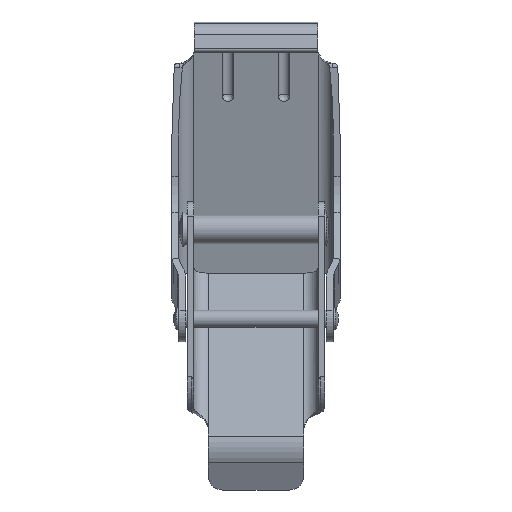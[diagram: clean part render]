
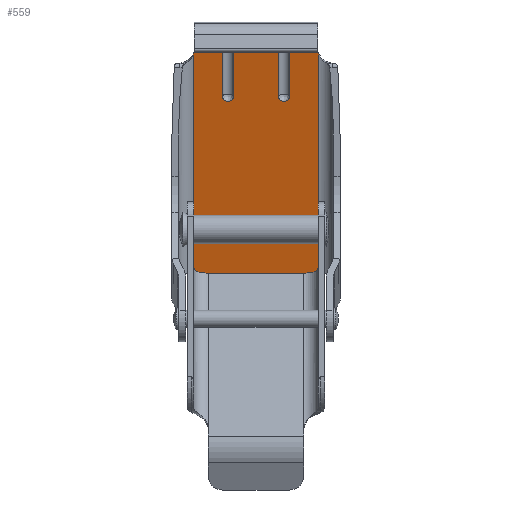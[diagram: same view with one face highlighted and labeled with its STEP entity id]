
A CAD part, top view. The second image highlights one B-rep face of the part: STEP entity #559.
In plain terms, the highlighted planar face has unit normal (0, -0.268, 0.963).
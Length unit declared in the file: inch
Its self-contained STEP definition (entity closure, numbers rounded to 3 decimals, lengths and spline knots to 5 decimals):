
#2 = VERTEX_POINT ( 'NONE', #1589 ) ;
#3 = DIRECTION ( 'NONE',  ( 0., -0.963, -0.268 ) ) ;
#24 = LINE ( 'NONE', #2561, #4649 ) ;
#53 = LINE ( 'NONE', #2520, #2695 ) ;
#98 = EDGE_CURVE ( 'NONE', #140, #2245, #2782, .T. ) ;
#105 = VERTEX_POINT ( 'NONE', #3480 ) ;
#116 = DIRECTION ( 'NONE',  ( 0., -0.268, 0.963 ) ) ;
#119 = EDGE_LOOP ( 'NONE', ( #1664, #443, #1725, #1856, #547, #4213, #198, #2030 ) ) ;
#121 = VERTEX_POINT ( 'NONE', #3168 ) ;
#140 = VERTEX_POINT ( 'NONE', #4185 ) ;
#160 = CIRCLE ( 'NONE', #4054, 0.03937 ) ;
#174 = AXIS2_PLACEMENT_3D ( 'NONE', #628, #889, #1582 ) ;
#184 = VECTOR ( 'NONE', #3, 39.37008 ) ;
#198 = ORIENTED_EDGE ( 'NONE', *, *, #2129, .F. ) ;
#206 = EDGE_CURVE ( 'NONE', #893, #1646, #1363, .T. ) ;
#231 = CARTESIAN_POINT ( 'NONE',  ( -0.43307, 0.18268, -0.73535 ) ) ;
#256 = CARTESIAN_POINT ( 'NONE',  ( 0.43307, 1.90002, -0.25684 ) ) ;
#298 = ORIENTED_EDGE ( 'NONE', *, *, #3829, .F. ) ;
#317 = LINE ( 'NONE', #346, #4298 ) ;
#320 = VECTOR ( 'NONE', #3345, 39.37008 ) ;
#346 = CARTESIAN_POINT ( 'NONE',  ( 0.43307, 0.18268, -0.73535 ) ) ;
#358 = LINE ( 'NONE', #1430, #943 ) ;
#407 = EDGE_CURVE ( 'NONE', #140, #893, #1297, .T. ) ;
#437 = CARTESIAN_POINT ( 'NONE',  ( 0.44134, 0.18268, -0.73535 ) ) ;
#443 = ORIENTED_EDGE ( 'NONE', *, *, #3447, .F. ) ;
#447 = VERTEX_POINT ( 'NONE', #3195 ) ;
#452 = VERTEX_POINT ( 'NONE', #4136 ) ;
#535 = EDGE_CURVE ( 'NONE', #2, #4559, #24, .T. ) ;
#547 = ORIENTED_EDGE ( 'NONE', *, *, #98, .T. ) ;
#559 = ADVANCED_FACE ( 'NONE', ( #2203, #3605, #1397 ), #4693, .F. ) ;
#562 = DIRECTION ( 'NONE',  ( 0., 0.963, 0.268 ) ) ;
#628 = CARTESIAN_POINT ( 'NONE',  ( 0.19685, 1.57485, -0.34744 ) ) ;
#650 = DIRECTION ( 'NONE',  ( 0., -0.963, -0.268 ) ) ;
#675 = EDGE_CURVE ( 'NONE', #4500, #2, #3675, .T. ) ;
#736 = DIRECTION ( 'NONE',  ( 0., 0.963, 0.268 ) ) ;
#762 = AXIS2_PLACEMENT_3D ( 'NONE', #1424, #2877, #3264 ) ;
#788 = EDGE_CURVE ( 'NONE', #3798, #2691, #160, .T. ) ;
#889 = DIRECTION ( 'NONE',  ( 0., -0.268, 0.963 ) ) ;
#893 = VERTEX_POINT ( 'NONE', #4687 ) ;
#895 = CARTESIAN_POINT ( 'NONE',  ( -0.44134, 1.86157, -0.26755 ) ) ;
#932 = CARTESIAN_POINT ( 'NONE',  ( 0.43307, 2.00944, -0.22635 ) ) ;
#943 = VECTOR ( 'NONE', #736, 39.37008 ) ;
#962 = ORIENTED_EDGE ( 'NONE', *, *, #788, .F. ) ;
#969 = DIRECTION ( 'NONE',  ( 0., 0.963, 0.268 ) ) ;
#1024 = VECTOR ( 'NONE', #1945, 39.37008 ) ;
#1114 = CARTESIAN_POINT ( 'NONE',  ( -0.15748, 1.87825, -0.26291 ) ) ;
#1122 = ORIENTED_EDGE ( 'NONE', *, *, #3625, .F. ) ;
#1188 = LINE ( 'NONE', #2992, #1024 ) ;
#1223 = ORIENTED_EDGE ( 'NONE', *, *, #3815, .F. ) ;
#1256 = ORIENTED_EDGE ( 'NONE', *, *, #2185, .F. ) ;
#1297 = LINE ( 'NONE', #231, #1604 ) ;
#1328 = CARTESIAN_POINT ( 'NONE',  ( 0.23622, 1.57485, -0.34744 ) ) ;
#1363 = LINE ( 'NONE', #1774, #2133 ) ;
#1397 = FACE_BOUND ( 'NONE', #2776, .T. ) ;
#1411 = LINE ( 'NONE', #3321, #2078 ) ;
#1424 = CARTESIAN_POINT ( 'NONE',  ( 0.59134, 0.18268, -0.73535 ) ) ;
#1430 = CARTESIAN_POINT ( 'NONE',  ( -0.15748, 0.18268, -0.73535 ) ) ;
#1517 = DIRECTION ( 'NONE',  ( 0., 0.963, 0.268 ) ) ;
#1582 = DIRECTION ( 'NONE',  ( 0., 0.963, 0.268 ) ) ;
#1589 = CARTESIAN_POINT ( 'NONE',  ( -0.23622, 1.87825, -0.26291 ) ) ;
#1604 = VECTOR ( 'NONE', #969, 39.37008 ) ;
#1646 = VERTEX_POINT ( 'NONE', #932 ) ;
#1664 = ORIENTED_EDGE ( 'NONE', *, *, #3151, .T. ) ;
#1703 = CARTESIAN_POINT ( 'NONE',  ( -0.43307, 1.90002, -0.25684 ) ) ;
#1716 = ORIENTED_EDGE ( 'NONE', *, *, #675, .F. ) ;
#1725 = ORIENTED_EDGE ( 'NONE', *, *, #206, .F. ) ;
#1767 = CARTESIAN_POINT ( 'NONE',  ( -0.19685, 1.57485, -0.34744 ) ) ;
#1774 = CARTESIAN_POINT ( 'NONE',  ( 0.59134, 2.00944, -0.22635 ) ) ;
#1856 = ORIENTED_EDGE ( 'NONE', *, *, #407, .F. ) ;
#1945 = DIRECTION ( 'NONE',  ( 0., 0.963, 0.268 ) ) ;
#1989 = VERTEX_POINT ( 'NONE', #256 ) ;
#2030 = ORIENTED_EDGE ( 'NONE', *, *, #3912, .F. ) ;
#2078 = VECTOR ( 'NONE', #3660, 39.37008 ) ;
#2129 = EDGE_CURVE ( 'NONE', #121, #447, #3302, .T. ) ;
#2133 = VECTOR ( 'NONE', #3235, 39.37008 ) ;
#2185 = EDGE_CURVE ( 'NONE', #452, #2765, #2600, .T. ) ;
#2203 = FACE_OUTER_BOUND ( 'NONE', #119, .T. ) ;
#2245 = VERTEX_POINT ( 'NONE', #2266 ) ;
#2266 = CARTESIAN_POINT ( 'NONE',  ( -0.44134, 1.86157, -0.26755 ) ) ;
#2350 = CARTESIAN_POINT ( 'NONE',  ( -0.43587, 1.87375, -0.26416 ) ) ;
#2449 = CARTESIAN_POINT ( 'NONE',  ( 0.23622, 1.87825, -0.26291 ) ) ;
#2454 = DIRECTION ( 'NONE',  ( 0., 0.963, 0.268 ) ) ;
#2479 = EDGE_CURVE ( 'NONE', #447, #2245, #1411, .T. ) ;
#2483 = ORIENTED_EDGE ( 'NONE', *, *, #535, .F. ) ;
#2520 = CARTESIAN_POINT ( 'NONE',  ( 0.15748, 0.18268, -0.73535 ) ) ;
#2561 = CARTESIAN_POINT ( 'NONE',  ( -0.23622, 0.18268, -0.73535 ) ) ;
#2600 = CIRCLE ( 'NONE', #174, 0.03937 ) ;
#2691 = VERTEX_POINT ( 'NONE', #3511 ) ;
#2695 = VECTOR ( 'NONE', #4017, 39.37008 ) ;
#2752 = CARTESIAN_POINT ( 'NONE',  ( 0.19685, 1.87825, -0.26291 ) ) ;
#2765 = VERTEX_POINT ( 'NONE', #1328 ) ;
#2776 = EDGE_LOOP ( 'NONE', ( #1223, #962, #1122, #1256 ) ) ;
#2782 =( BOUNDED_CURVE ( )  B_SPLINE_CURVE ( 3, ( #1703, #3141, #2350, #895 ),
 .UNSPECIFIED., .F., .T. ) 
 B_SPLINE_CURVE_WITH_KNOTS ( ( 4, 4 ),
 ( 1.5708, 1.98029 ),
 .UNSPECIFIED. ) 
 CURVE ( )  GEOMETRIC_REPRESENTATION_ITEM ( )  RATIONAL_B_SPLINE_CURVE ( ( 1., 0.986, 0.986, 1. ) ) 
 REPRESENTATION_ITEM ( '' )  );
#2877 = DIRECTION ( 'NONE',  ( 0., 0.268, -0.963 ) ) ;
#2961 =( BOUNDED_CURVE ( )  B_SPLINE_CURVE ( 3, ( #3982, #3192, #4026, #3671 ),
 .UNSPECIFIED., .F., .T. ) 
 B_SPLINE_CURVE_WITH_KNOTS ( ( 4, 4 ),
 ( 1.1613, 1.5708 ),
 .UNSPECIFIED. ) 
 CURVE ( )  GEOMETRIC_REPRESENTATION_ITEM ( )  RATIONAL_B_SPLINE_CURVE ( ( 1., 0.986, 0.986, 1. ) ) 
 REPRESENTATION_ITEM ( '' )  );
#2992 = CARTESIAN_POINT ( 'NONE',  ( 0.23622, 0.18268, -0.73535 ) ) ;
#3012 = CIRCLE ( 'NONE', #3703, 0.03937 ) ;
#3040 = CARTESIAN_POINT ( 'NONE',  ( -0.23622, 1.57485, -0.34744 ) ) ;
#3077 = DIRECTION ( 'NONE',  ( 0., -0.268, 0.963 ) ) ;
#3141 = CARTESIAN_POINT ( 'NONE',  ( -0.43307, 1.88675, -0.26054 ) ) ;
#3151 = EDGE_CURVE ( 'NONE', #4354, #1989, #2961, .T. ) ;
#3168 = CARTESIAN_POINT ( 'NONE',  ( 0.44134, 0.33226, -0.69368 ) ) ;
#3192 = CARTESIAN_POINT ( 'NONE',  ( 0.43587, 1.87375, -0.26416 ) ) ;
#3195 = CARTESIAN_POINT ( 'NONE',  ( -0.44134, 0.33226, -0.69368 ) ) ;
#3235 = DIRECTION ( 'NONE',  ( 1., 0., 0. ) ) ;
#3264 = DIRECTION ( 'NONE',  ( 0., 0.963, 0.268 ) ) ;
#3302 = LINE ( 'NONE', #3643, #320 ) ;
#3321 = CARTESIAN_POINT ( 'NONE',  ( -0.44134, 0.18268, -0.73535 ) ) ;
#3345 = DIRECTION ( 'NONE',  ( -1., 0., 0. ) ) ;
#3382 = CARTESIAN_POINT ( 'NONE',  ( 0.44134, 1.86157, -0.26755 ) ) ;
#3447 = EDGE_CURVE ( 'NONE', #1646, #1989, #317, .T. ) ;
#3480 = CARTESIAN_POINT ( 'NONE',  ( -0.15748, 1.57485, -0.34744 ) ) ;
#3511 = CARTESIAN_POINT ( 'NONE',  ( 0.15748, 1.87825, -0.26291 ) ) ;
#3605 = FACE_BOUND ( 'NONE', #4575, .T. ) ;
#3625 = EDGE_CURVE ( 'NONE', #2765, #3798, #1188, .T. ) ;
#3643 = CARTESIAN_POINT ( 'NONE',  ( 0.59134, 0.33226, -0.69368 ) ) ;
#3660 = DIRECTION ( 'NONE',  ( 0., 0.963, 0.268 ) ) ;
#3671 = CARTESIAN_POINT ( 'NONE',  ( 0.43307, 1.90002, -0.25684 ) ) ;
#3675 = CIRCLE ( 'NONE', #4348, 0.03937 ) ;
#3703 = AXIS2_PLACEMENT_3D ( 'NONE', #1767, #4679, #2454 ) ;
#3727 = CARTESIAN_POINT ( 'NONE',  ( -0.19685, 1.87825, -0.26291 ) ) ;
#3798 = VERTEX_POINT ( 'NONE', #2449 ) ;
#3815 = EDGE_CURVE ( 'NONE', #2691, #452, #53, .T. ) ;
#3829 = EDGE_CURVE ( 'NONE', #105, #4500, #358, .T. ) ;
#3912 = EDGE_CURVE ( 'NONE', #4354, #121, #4061, .T. ) ;
#3982 = CARTESIAN_POINT ( 'NONE',  ( 0.44134, 1.86157, -0.26755 ) ) ;
#3986 = DIRECTION ( 'NONE',  ( 0., -0.963, -0.268 ) ) ;
#4017 = DIRECTION ( 'NONE',  ( 0., -0.963, -0.268 ) ) ;
#4026 = CARTESIAN_POINT ( 'NONE',  ( 0.43307, 1.88675, -0.26054 ) ) ;
#4054 = AXIS2_PLACEMENT_3D ( 'NONE', #2752, #3077, #562 ) ;
#4061 = LINE ( 'NONE', #437, #184 ) ;
#4136 = CARTESIAN_POINT ( 'NONE',  ( 0.15748, 1.57485, -0.34744 ) ) ;
#4185 = CARTESIAN_POINT ( 'NONE',  ( -0.43307, 1.90002, -0.25684 ) ) ;
#4213 = ORIENTED_EDGE ( 'NONE', *, *, #2479, .F. ) ;
#4247 = ORIENTED_EDGE ( 'NONE', *, *, #4490, .F. ) ;
#4298 = VECTOR ( 'NONE', #650, 39.37008 ) ;
#4348 = AXIS2_PLACEMENT_3D ( 'NONE', #3727, #116, #1517 ) ;
#4354 = VERTEX_POINT ( 'NONE', #3382 ) ;
#4490 = EDGE_CURVE ( 'NONE', #4559, #105, #3012, .T. ) ;
#4500 = VERTEX_POINT ( 'NONE', #1114 ) ;
#4559 = VERTEX_POINT ( 'NONE', #3040 ) ;
#4575 = EDGE_LOOP ( 'NONE', ( #2483, #1716, #298, #4247 ) ) ;
#4649 = VECTOR ( 'NONE', #3986, 39.37008 ) ;
#4679 = DIRECTION ( 'NONE',  ( 0., -0.268, 0.963 ) ) ;
#4687 = CARTESIAN_POINT ( 'NONE',  ( -0.43307, 2.00944, -0.22635 ) ) ;
#4693 = PLANE ( 'NONE',  #762 ) ;
